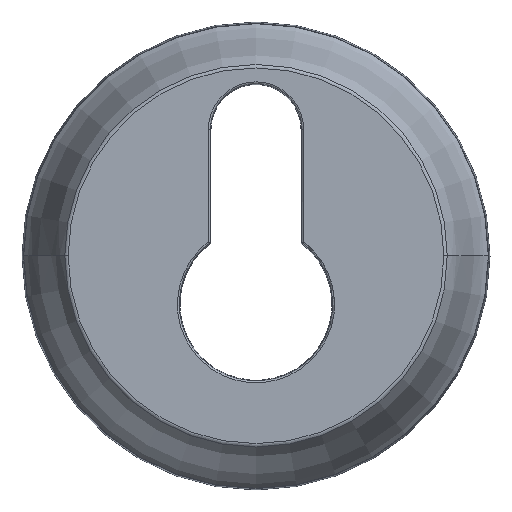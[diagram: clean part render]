
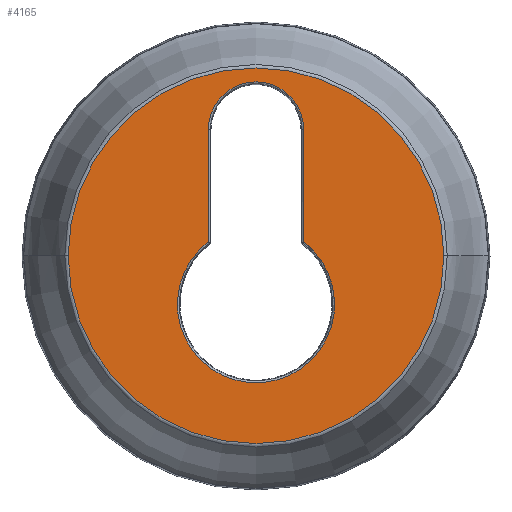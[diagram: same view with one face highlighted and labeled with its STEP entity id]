
A CAD part, top view. The second image highlights one B-rep face of the part: STEP entity #4165.
In plain terms, the highlighted planar face has unit normal (0, 0, 1).
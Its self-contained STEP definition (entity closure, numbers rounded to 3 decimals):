
#61=AXIS2_PLACEMENT_3D('Circle Axis2P3D',#59,#60,$) ;
#83=AXIS2_PLACEMENT_3D('Circle Axis2P3D',#81,#82,$) ;
#4125=AXIS2_PLACEMENT_3D('Plane Axis2P3D',#4122,#4123,#4124) ;
#4133=AXIS2_PLACEMENT_3D('Circle Axis2P3D',#4131,#4132,$) ;
#4149=AXIS2_PLACEMENT_3D('Circle Axis2P3D',#4147,#4148,$) ;
#40=CARTESIAN_POINT('Vertex',(-21.271,0.,17.8)) ;
#56=CARTESIAN_POINT('Vertex',(21.271,0.,17.8)) ;
#59=CARTESIAN_POINT('Axis2P3D Location',(0.,0.,17.8)) ;
#81=CARTESIAN_POINT('Axis2P3D Location',(0.,0.,17.8)) ;
#4122=CARTESIAN_POINT('Axis2P3D Location',(0.,0.,17.8)) ;
#4131=CARTESIAN_POINT('Axis2P3D Location',(0.,-5.5,17.8)) ;
#4135=CARTESIAN_POINT('Vertex',(5.395,1.572,17.8)) ;
#4137=CARTESIAN_POINT('Vertex',(-5.395,1.572,17.8)) ;
#4140=CARTESIAN_POINT('Line Origine',(-5.395,7.936,17.8)) ;
#4144=CARTESIAN_POINT('Vertex',(-5.395,14.3,17.8)) ;
#4147=CARTESIAN_POINT('Axis2P3D Location',(0.,14.3,17.8)) ;
#4151=CARTESIAN_POINT('Vertex',(5.395,14.3,17.8)) ;
#4154=CARTESIAN_POINT('Line Origine',(5.395,7.936,17.8)) ;
#60=DIRECTION('Axis2P3D Direction',(0.,-0.,1.)) ;
#82=DIRECTION('Axis2P3D Direction',(-0.,0.,1.)) ;
#4123=DIRECTION('Axis2P3D Direction',(0.,-0.,1.)) ;
#4124=DIRECTION('Axis2P3D XDirection',(0.,1.,0.)) ;
#4132=DIRECTION('Axis2P3D Direction',(0.,-0.,1.)) ;
#4141=DIRECTION('Vector Direction',(0.,1.,0.)) ;
#4148=DIRECTION('Axis2P3D Direction',(0.,-0.,1.)) ;
#4155=DIRECTION('Vector Direction',(0.,1.,0.)) ;
#4142=VECTOR('Line Direction',#4141,1.) ;
#4156=VECTOR('Line Direction',#4155,1.) ;
#4128=ORIENTED_EDGE('',*,*,#63,.T.) ;
#4129=ORIENTED_EDGE('',*,*,#85,.T.) ;
#4160=ORIENTED_EDGE('',*,*,#4139,.T.) ;
#4161=ORIENTED_EDGE('',*,*,#4146,.T.) ;
#4162=ORIENTED_EDGE('',*,*,#4153,.T.) ;
#4163=ORIENTED_EDGE('',*,*,#4158,.T.) ;
#4164=FACE_BOUND('',#4159,.T.) ;
#4165=ADVANCED_FACE('Corps principal',(#4130,#4164),#4126,.T.) ;
#62=CIRCLE('generated circle',#61,21.271) ;
#84=CIRCLE('generated circle',#83,21.271) ;
#4134=CIRCLE('generated circle',#4133,8.895) ;
#4150=CIRCLE('generated circle',#4149,5.395) ;
#63=EDGE_CURVE('',#41,#57,#62,.T.) ;
#85=EDGE_CURVE('',#57,#41,#84,.T.) ;
#4139=EDGE_CURVE('',#4136,#4138,#4134,.F.) ;
#4146=EDGE_CURVE('',#4138,#4145,#4143,.T.) ;
#4153=EDGE_CURVE('',#4145,#4152,#4150,.F.) ;
#4158=EDGE_CURVE('',#4152,#4136,#4157,.F.) ;
#4127=EDGE_LOOP('',(#4128,#4129)) ;
#4159=EDGE_LOOP('',(#4160,#4161,#4162,#4163)) ;
#4130=FACE_OUTER_BOUND('',#4127,.T.) ;
#4143=LINE('Line',#4140,#4142) ;
#4157=LINE('Line',#4154,#4156) ;
#4126=PLANE('',#4125) ;
#41=VERTEX_POINT('',#40) ;
#57=VERTEX_POINT('',#56) ;
#4136=VERTEX_POINT('',#4135) ;
#4138=VERTEX_POINT('',#4137) ;
#4145=VERTEX_POINT('',#4144) ;
#4152=VERTEX_POINT('',#4151) ;
